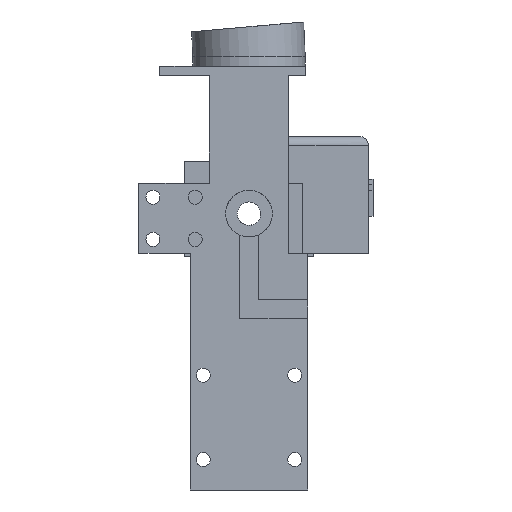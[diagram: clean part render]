
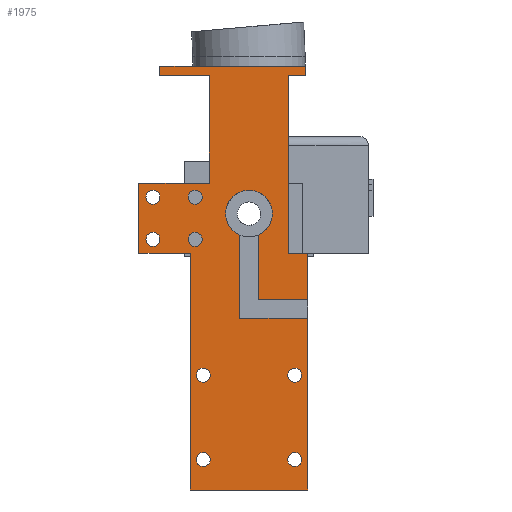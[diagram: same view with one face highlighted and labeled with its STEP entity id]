
A CAD part, left-side view. The second image highlights one B-rep face of the part: STEP entity #1975.
In plain terms, the highlighted planar face has unit normal (-1, 0, 0).
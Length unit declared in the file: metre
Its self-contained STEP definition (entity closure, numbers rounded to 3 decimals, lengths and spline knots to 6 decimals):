
#31=CIRCLE('',#2116,0.005);
#32=CIRCLE('',#2117,0.0015);
#33=CIRCLE('',#2118,0.0015);
#34=CIRCLE('',#2119,0.0015);
#35=CIRCLE('',#2120,0.0015);
#36=CIRCLE('',#2121,0.0015);
#37=CIRCLE('',#2122,0.0015);
#38=CIRCLE('',#2123,0.0015);
#39=CIRCLE('',#2124,0.0015);
#349=ORIENTED_EDGE('',*,*,#818,.F.);
#350=ORIENTED_EDGE('',*,*,#819,.F.);
#351=ORIENTED_EDGE('',*,*,#820,.T.);
#352=ORIENTED_EDGE('',*,*,#821,.T.);
#353=ORIENTED_EDGE('',*,*,#811,.T.);
#354=ORIENTED_EDGE('',*,*,#736,.T.);
#355=ORIENTED_EDGE('',*,*,#725,.T.);
#356=ORIENTED_EDGE('',*,*,#822,.T.);
#357=ORIENTED_EDGE('',*,*,#823,.F.);
#358=ORIENTED_EDGE('',*,*,#824,.F.);
#359=ORIENTED_EDGE('',*,*,#801,.T.);
#360=ORIENTED_EDGE('',*,*,#825,.T.);
#361=ORIENTED_EDGE('',*,*,#826,.F.);
#362=ORIENTED_EDGE('',*,*,#827,.T.);
#363=ORIENTED_EDGE('',*,*,#828,.T.);
#364=ORIENTED_EDGE('',*,*,#829,.F.);
#365=ORIENTED_EDGE('',*,*,#830,.F.);
#366=ORIENTED_EDGE('',*,*,#817,.F.);
#367=ORIENTED_EDGE('',*,*,#831,.T.);
#368=ORIENTED_EDGE('',*,*,#806,.T.);
#369=ORIENTED_EDGE('',*,*,#832,.F.);
#370=ORIENTED_EDGE('',*,*,#833,.T.);
#371=ORIENTED_EDGE('',*,*,#834,.F.);
#372=ORIENTED_EDGE('',*,*,#835,.F.);
#373=ORIENTED_EDGE('',*,*,#836,.T.);
#374=ORIENTED_EDGE('',*,*,#837,.T.);
#375=ORIENTED_EDGE('',*,*,#838,.F.);
#376=ORIENTED_EDGE('',*,*,#839,.T.);
#377=ORIENTED_EDGE('',*,*,#840,.F.);
#725=EDGE_CURVE('',#983,#982,#1177,.T.);
#736=EDGE_CURVE('',#984,#983,#1187,.T.);
#801=EDGE_CURVE('',#1036,#1035,#1241,.T.);
#806=EDGE_CURVE('',#1040,#1039,#1245,.T.);
#811=EDGE_CURVE('',#1044,#984,#1250,.T.);
#817=EDGE_CURVE('',#1049,#1045,#1256,.T.);
#818=EDGE_CURVE('',#1050,#1051,#1257,.T.);
#819=EDGE_CURVE('',#1052,#1050,#31,.T.);
#820=EDGE_CURVE('',#1052,#1053,#1258,.T.);
#821=EDGE_CURVE('',#1053,#1044,#1259,.T.);
#822=EDGE_CURVE('',#982,#1054,#1260,.T.);
#823=EDGE_CURVE('',#1055,#1054,#1261,.T.);
#824=EDGE_CURVE('',#1036,#1055,#1262,.T.);
#825=EDGE_CURVE('',#1035,#1056,#1263,.T.);
#826=EDGE_CURVE('',#1057,#1056,#1264,.T.);
#827=EDGE_CURVE('',#1057,#1058,#1265,.T.);
#828=EDGE_CURVE('',#1058,#1059,#1266,.T.);
#829=EDGE_CURVE('',#1060,#1059,#1267,.T.);
#830=EDGE_CURVE('',#1045,#1060,#1268,.T.);
#831=EDGE_CURVE('',#1049,#1040,#1269,.T.);
#832=EDGE_CURVE('',#1051,#1039,#1270,.T.);
#833=EDGE_CURVE('',#1061,#1061,#32,.F.);
#834=EDGE_CURVE('',#1062,#1062,#33,.T.);
#835=EDGE_CURVE('',#1063,#1063,#34,.T.);
#836=EDGE_CURVE('',#1064,#1064,#35,.F.);
#837=EDGE_CURVE('',#1065,#1065,#36,.F.);
#838=EDGE_CURVE('',#1066,#1066,#37,.T.);
#839=EDGE_CURVE('',#1067,#1067,#38,.F.);
#840=EDGE_CURVE('',#1068,#1068,#39,.T.);
#982=VERTEX_POINT('',#2918);
#983=VERTEX_POINT('',#2920);
#984=VERTEX_POINT('',#2925);
#1035=VERTEX_POINT('',#3070);
#1036=VERTEX_POINT('',#3072);
#1039=VERTEX_POINT('',#3080);
#1040=VERTEX_POINT('',#3082);
#1044=VERTEX_POINT('',#3091);
#1045=VERTEX_POINT('',#3095);
#1049=VERTEX_POINT('',#3102);
#1050=VERTEX_POINT('',#3106);
#1051=VERTEX_POINT('',#3107);
#1052=VERTEX_POINT('',#3109);
#1053=VERTEX_POINT('',#3111);
#1054=VERTEX_POINT('',#3114);
#1055=VERTEX_POINT('',#3116);
#1056=VERTEX_POINT('',#3119);
#1057=VERTEX_POINT('',#3121);
#1058=VERTEX_POINT('',#3123);
#1059=VERTEX_POINT('',#3125);
#1060=VERTEX_POINT('',#3127);
#1061=VERTEX_POINT('',#3132);
#1062=VERTEX_POINT('',#3134);
#1063=VERTEX_POINT('',#3136);
#1064=VERTEX_POINT('',#3138);
#1065=VERTEX_POINT('',#3140);
#1066=VERTEX_POINT('',#3142);
#1067=VERTEX_POINT('',#3144);
#1068=VERTEX_POINT('',#3146);
#1177=LINE('',#2919,#1396);
#1187=LINE('',#2939,#1406);
#1241=LINE('',#3071,#1460);
#1245=LINE('',#3081,#1464);
#1250=LINE('',#3090,#1469);
#1256=LINE('',#3103,#1475);
#1257=LINE('',#3105,#1476);
#1258=LINE('',#3110,#1477);
#1259=LINE('',#3112,#1478);
#1260=LINE('',#3113,#1479);
#1261=LINE('',#3115,#1480);
#1262=LINE('',#3117,#1481);
#1263=LINE('',#3118,#1482);
#1264=LINE('',#3120,#1483);
#1265=LINE('',#3122,#1484);
#1266=LINE('',#3124,#1485);
#1267=LINE('',#3126,#1486);
#1268=LINE('',#3128,#1487);
#1269=LINE('',#3129,#1488);
#1270=LINE('',#3130,#1489);
#1396=VECTOR('',#2342,1.);
#1406=VECTOR('',#2356,1.);
#1460=VECTOR('',#2468,1.);
#1464=VECTOR('',#2476,1.);
#1469=VECTOR('',#2481,1.);
#1475=VECTOR('',#2489,1.);
#1476=VECTOR('',#2492,1.);
#1477=VECTOR('',#2495,1.);
#1478=VECTOR('',#2496,1.);
#1479=VECTOR('',#2497,1.);
#1480=VECTOR('',#2498,1.);
#1481=VECTOR('',#2499,1.);
#1482=VECTOR('',#2500,1.);
#1483=VECTOR('',#2501,1.);
#1484=VECTOR('',#2502,1.);
#1485=VECTOR('',#2503,1.);
#1486=VECTOR('',#2504,1.);
#1487=VECTOR('',#2505,1.);
#1488=VECTOR('',#2506,1.);
#1489=VECTOR('',#2507,1.);
#1606=EDGE_LOOP('',(#349,#350,#351,#352,#353,#354,#355,#356,#357,#358,#359,
#360,#361,#362,#363,#364,#365,#366,#367,#368,#369));
#1607=EDGE_LOOP('',(#370));
#1608=EDGE_LOOP('',(#371));
#1609=EDGE_LOOP('',(#372));
#1610=EDGE_LOOP('',(#373));
#1611=EDGE_LOOP('',(#374));
#1612=EDGE_LOOP('',(#375));
#1613=EDGE_LOOP('',(#376));
#1614=EDGE_LOOP('',(#377));
#1757=FACE_BOUND('',#1606,.T.);
#1758=FACE_BOUND('',#1607,.T.);
#1759=FACE_BOUND('',#1608,.T.);
#1760=FACE_BOUND('',#1609,.T.);
#1761=FACE_BOUND('',#1610,.T.);
#1762=FACE_BOUND('',#1611,.T.);
#1763=FACE_BOUND('',#1612,.T.);
#1764=FACE_BOUND('',#1613,.T.);
#1765=FACE_BOUND('',#1614,.T.);
#1890=PLANE('',#2115);
#1975=ADVANCED_FACE('',(#1757,#1758,#1759,#1760,#1761,#1762,#1763,#1764,
#1765),#1890,.T.);
#2115=AXIS2_PLACEMENT_3D('',#3104,#2490,#2491);
#2116=AXIS2_PLACEMENT_3D('',#3108,#2493,#2494);
#2117=AXIS2_PLACEMENT_3D('',#3131,#2508,#2509);
#2118=AXIS2_PLACEMENT_3D('',#3133,#2510,#2511);
#2119=AXIS2_PLACEMENT_3D('',#3135,#2512,#2513);
#2120=AXIS2_PLACEMENT_3D('',#3137,#2514,#2515);
#2121=AXIS2_PLACEMENT_3D('',#3139,#2516,#2517);
#2122=AXIS2_PLACEMENT_3D('',#3141,#2518,#2519);
#2123=AXIS2_PLACEMENT_3D('',#3143,#2520,#2521);
#2124=AXIS2_PLACEMENT_3D('',#3145,#2522,#2523);
#2342=DIRECTION('',(0.,0.,1.));
#2356=DIRECTION('',(0.,1.,0.));
#2468=DIRECTION('',(0.,1.,0.));
#2476=DIRECTION('',(0.,0.,1.));
#2481=DIRECTION('',(0.,0.,1.));
#2489=DIRECTION('',(0.,0.,1.));
#2490=DIRECTION('',(-1.,0.,0.));
#2491=DIRECTION('',(0.,-1.,0.));
#2492=DIRECTION('',(0.,0.,-1.));
#2493=DIRECTION('',(-1.,0.,0.));
#2494=DIRECTION('',(0.,0.,1.));
#2495=DIRECTION('',(0.,0.,-1.));
#2496=DIRECTION('',(0.,-1.,0.));
#2497=DIRECTION('',(0.,0.,1.));
#2498=DIRECTION('',(0.,1.,0.));
#2499=DIRECTION('',(0.,0.,-1.));
#2500=DIRECTION('',(0.,0.,-1.));
#2501=DIRECTION('',(0.,1.,0.));
#2502=DIRECTION('',(0.,0.,-1.));
#2503=DIRECTION('',(0.,1.,0.));
#2504=DIRECTION('',(0.,0.,1.));
#2505=DIRECTION('',(0.,1.,0.));
#2506=DIRECTION('',(0.,-1.,0.));
#2507=DIRECTION('',(0.,-1.,0.));
#2508=DIRECTION('',(-1.,0.,0.));
#2509=DIRECTION('',(0.,0.,1.));
#2510=DIRECTION('',(-1.,0.,0.));
#2511=DIRECTION('',(0.,0.,1.));
#2512=DIRECTION('',(-1.,0.,0.));
#2513=DIRECTION('',(0.,0.,1.));
#2514=DIRECTION('',(-1.,0.,0.));
#2515=DIRECTION('',(0.,0.,1.));
#2516=DIRECTION('',(-1.,0.,0.));
#2517=DIRECTION('',(0.,0.,1.));
#2518=DIRECTION('',(-1.,0.,0.));
#2519=DIRECTION('',(0.,0.,1.));
#2520=DIRECTION('',(-1.,0.,0.));
#2521=DIRECTION('',(0.,0.,1.));
#2522=DIRECTION('',(-1.,0.,0.));
#2523=DIRECTION('',(0.,0.,1.));
#2918=CARTESIAN_POINT('',(0.304,-0.0275,0.005665));
#2919=CARTESIAN_POINT('',(0.304,-0.0275,0.019998));
#2920=CARTESIAN_POINT('',(0.304,-0.0275,0.));
#2925=CARTESIAN_POINT('',(0.304,-0.0315,0.));
#2939=CARTESIAN_POINT('',(0.304,-0.019,0.));
#3070=CARTESIAN_POINT('',(0.304,0.,0.04));
#3071=CARTESIAN_POINT('',(0.304,-0.019,0.04));
#3072=CARTESIAN_POINT('',(0.304,-0.031,0.04));
#3080=CARTESIAN_POINT('',(0.304,-0.0315,-0.013875));
#3081=CARTESIAN_POINT('',(0.304,-0.0315,-0.03575));
#3082=CARTESIAN_POINT('',(0.304,-0.0315,-0.0505));
#3090=CARTESIAN_POINT('',(0.304,-0.0315,-0.03575));
#3091=CARTESIAN_POINT('',(0.304,-0.0315,-0.009875));
#3095=CARTESIAN_POINT('',(0.304,-0.0065,0.));
#3102=CARTESIAN_POINT('',(0.304,-0.0065,-0.0505));
#3103=CARTESIAN_POINT('',(0.304,-0.0065,-0.03575));
#3104=CARTESIAN_POINT('',(0.304,-0.019,-0.015748));
#3105=CARTESIAN_POINT('',(0.304,-0.017,-0.004979));
#3106=CARTESIAN_POINT('',(0.304,-0.017,0.003917));
#3107=CARTESIAN_POINT('',(0.304,-0.017,-0.013875));
#3108=CARTESIAN_POINT('',(0.304,-0.019,0.0085));
#3109=CARTESIAN_POINT('',(0.304,-0.021,0.003917));
#3110=CARTESIAN_POINT('',(0.304,-0.021,-0.002979));
#3111=CARTESIAN_POINT('',(0.304,-0.021,-0.009875));
#3112=CARTESIAN_POINT('',(0.304,-0.02625,-0.009875));
#3113=CARTESIAN_POINT('',(0.304,-0.0275,0.019998));
#3114=CARTESIAN_POINT('',(0.304,-0.0275,0.038));
#3115=CARTESIAN_POINT('',(0.304,-0.019,0.038));
#3116=CARTESIAN_POINT('',(0.304,-0.031,0.038));
#3117=CARTESIAN_POINT('',(0.304,-0.031,0.063));
#3118=CARTESIAN_POINT('',(0.304,0.,0.040002));
#3119=CARTESIAN_POINT('',(0.304,0.,0.038));
#3120=CARTESIAN_POINT('',(0.304,-0.019,0.038));
#3121=CARTESIAN_POINT('',(0.304,-0.0105,0.038));
#3122=CARTESIAN_POINT('',(0.304,-0.0105,-0.015748));
#3123=CARTESIAN_POINT('',(0.304,-0.0105,0.015));
#3124=CARTESIAN_POINT('',(0.304,-0.003,0.015));
#3125=CARTESIAN_POINT('',(0.304,0.0045,0.015));
#3126=CARTESIAN_POINT('',(0.304,0.0045,0.0075));
#3127=CARTESIAN_POINT('',(0.304,0.0045,0.));
#3128=CARTESIAN_POINT('',(0.304,-0.0275,0.));
#3129=CARTESIAN_POINT('',(0.304,-0.019,-0.0505));
#3130=CARTESIAN_POINT('',(0.304,-0.02425,-0.013875));
#3131=CARTESIAN_POINT('',(0.304,0.0015,0.003));
#3132=CARTESIAN_POINT('',(0.304,0.0015,0.0045));
#3133=CARTESIAN_POINT('',(0.304,0.0015,0.012));
#3134=CARTESIAN_POINT('',(0.304,0.0015,0.0135));
#3135=CARTESIAN_POINT('',(0.304,-0.0075,0.003));
#3136=CARTESIAN_POINT('',(0.304,-0.0075,0.0045));
#3137=CARTESIAN_POINT('',(0.304,-0.0075,0.012));
#3138=CARTESIAN_POINT('',(0.304,-0.0075,0.0135));
#3139=CARTESIAN_POINT('',(0.304,-0.00925,-0.044));
#3140=CARTESIAN_POINT('',(0.304,-0.00925,-0.0425));
#3141=CARTESIAN_POINT('',(0.304,-0.02875,-0.044));
#3142=CARTESIAN_POINT('',(0.304,-0.02875,-0.0425));
#3143=CARTESIAN_POINT('',(0.304,-0.00925,-0.026));
#3144=CARTESIAN_POINT('',(0.304,-0.00925,-0.0245));
#3145=CARTESIAN_POINT('',(0.304,-0.02875,-0.026));
#3146=CARTESIAN_POINT('',(0.304,-0.02875,-0.0245));
